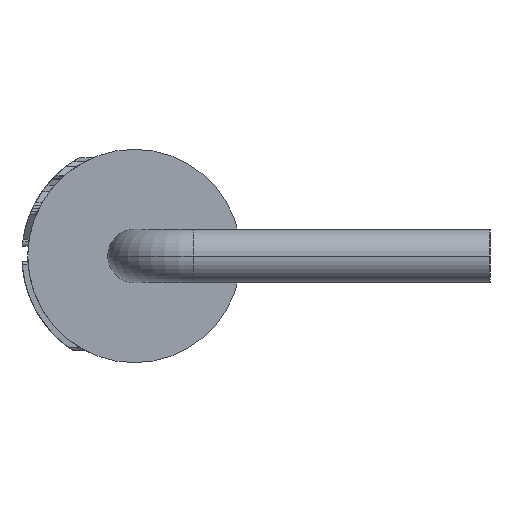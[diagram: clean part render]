
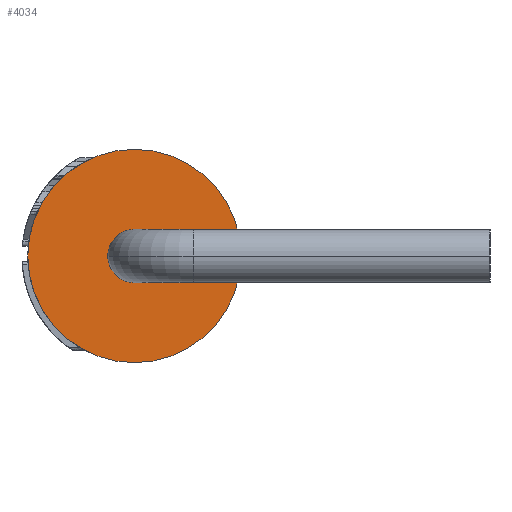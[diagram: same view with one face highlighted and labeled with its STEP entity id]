
A CAD part, left-side view. The second image highlights one B-rep face of the part: STEP entity #4034.
In plain terms, the highlighted planar face has unit normal (-1, 0, 0).
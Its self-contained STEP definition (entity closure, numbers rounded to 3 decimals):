
#634 = EDGE_CURVE ( 'NONE', #14105, #13850, #17856, .T. ) ;
#1126 = EDGE_LOOP ( 'NONE', ( #11180, #18058 ) ) ;
#1162 = DIRECTION ( 'NONE',  ( 0., 0., 1. ) ) ;
#2319 = AXIS2_PLACEMENT_3D ( 'NONE', #18846, #2617, #1162 ) ;
#2617 = DIRECTION ( 'NONE',  ( -1., 0., 0. ) ) ;
#3240 = DIRECTION ( 'NONE',  ( 0., 0., 1. ) ) ;
#3512 = VERTEX_POINT ( 'NONE', #11829 ) ;
#3933 = CARTESIAN_POINT ( 'NONE',  ( -3.81, 0., 0. ) ) ;
#4034 = ADVANCED_FACE ( 'NONE', ( #16608, #4897 ), #9244, .F. ) ;
#4347 = CIRCLE ( 'NONE', #8979, 0.45 ) ;
#4897 = FACE_OUTER_BOUND ( 'NONE', #1126, .T. ) ;
#5248 = ORIENTED_EDGE ( 'NONE', *, *, #16713, .F. ) ;
#5606 = ORIENTED_EDGE ( 'NONE', *, *, #13605, .F. ) ;
#5896 = DIRECTION ( 'NONE',  ( 1., 0., 0. ) ) ;
#6003 = CARTESIAN_POINT ( 'NONE',  ( -3.81, 0., 0. ) ) ;
#6384 = CARTESIAN_POINT ( 'NONE',  ( -3.81, 0., 0.45 ) ) ;
#7007 = EDGE_CURVE ( 'NONE', #13850, #14105, #13116, .T. ) ;
#7443 = CARTESIAN_POINT ( 'NONE',  ( -3.81, 0., 1.8 ) ) ;
#7827 = CARTESIAN_POINT ( 'NONE',  ( -3.81, 0., 0. ) ) ;
#8979 = AXIS2_PLACEMENT_3D ( 'NONE', #17419, #15265, #13517 ) ;
#9244 = PLANE ( 'NONE',  #18224 ) ;
#9650 = AXIS2_PLACEMENT_3D ( 'NONE', #7827, #16964, #16764 ) ;
#9795 = DIRECTION ( 'NONE',  ( 0., 0., -1. ) ) ;
#10365 = CARTESIAN_POINT ( 'NONE',  ( -3.81, 0., -1.8 ) ) ;
#11180 = ORIENTED_EDGE ( 'NONE', *, *, #7007, .T. ) ;
#11488 = VERTEX_POINT ( 'NONE', #6384 ) ;
#11829 = CARTESIAN_POINT ( 'NONE',  ( -3.81, 0., -0.45 ) ) ;
#13116 = CIRCLE ( 'NONE', #2319, 1.8 ) ;
#13517 = DIRECTION ( 'NONE',  ( 0., 0., -1. ) ) ;
#13605 = EDGE_CURVE ( 'NONE', #11488, #3512, #4347, .T. ) ;
#13850 = VERTEX_POINT ( 'NONE', #7443 ) ;
#14105 = VERTEX_POINT ( 'NONE', #10365 ) ;
#15265 = DIRECTION ( 'NONE',  ( -1., 0., 0. ) ) ;
#16304 = AXIS2_PLACEMENT_3D ( 'NONE', #6003, #16469, #3240 ) ;
#16469 = DIRECTION ( 'NONE',  ( -1., 0., 0. ) ) ;
#16608 = FACE_BOUND ( 'NONE', #18699, .T. ) ;
#16713 = EDGE_CURVE ( 'NONE', #3512, #11488, #17107, .T. ) ;
#16764 = DIRECTION ( 'NONE',  ( 0., 0., -1. ) ) ;
#16964 = DIRECTION ( 'NONE',  ( -1., 0., 0. ) ) ;
#17107 = CIRCLE ( 'NONE', #9650, 0.45 ) ;
#17419 = CARTESIAN_POINT ( 'NONE',  ( -3.81, 0., 0. ) ) ;
#17856 = CIRCLE ( 'NONE', #16304, 1.8 ) ;
#18058 = ORIENTED_EDGE ( 'NONE', *, *, #634, .T. ) ;
#18224 = AXIS2_PLACEMENT_3D ( 'NONE', #3933, #5896, #9795 ) ;
#18699 = EDGE_LOOP ( 'NONE', ( #5248, #5606 ) ) ;
#18846 = CARTESIAN_POINT ( 'NONE',  ( -3.81, 0., 0. ) ) ;
